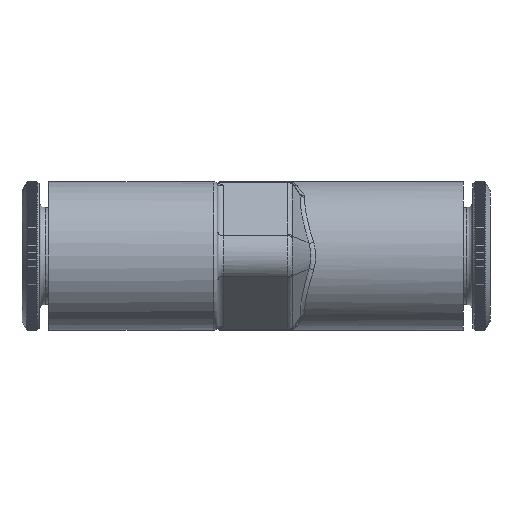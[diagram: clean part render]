
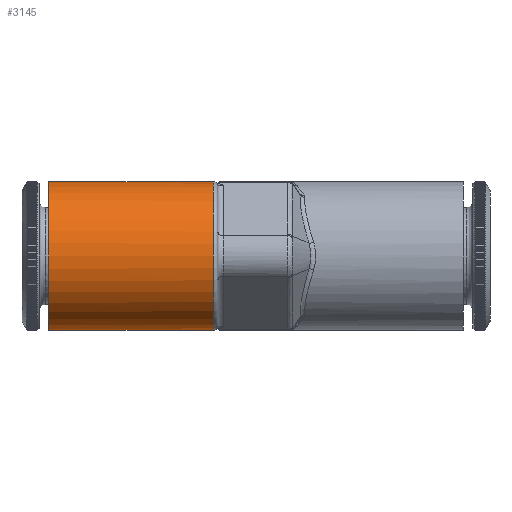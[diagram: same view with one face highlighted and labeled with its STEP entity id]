
A CAD part, left-side view. The second image highlights one B-rep face of the part: STEP entity #3145.
In plain terms, the highlighted cylindrical face has radius 7 mm (diameter 14 mm), a partial arc.
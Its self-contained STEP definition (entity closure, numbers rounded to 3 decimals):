
#49=CARTESIAN_POINT('',(-5.472,25.523,-6.77));
#50=VERTEX_POINT('',#49);
#51=CARTESIAN_POINT('',(-5.119,25.721,-6.668));
#52=VERTEX_POINT('',#51);
#53=CARTESIAN_POINT('',(-5.119,25.721,-6.668));
#54=CARTESIAN_POINT('',(-5.207,25.711,-6.696));
#55=CARTESIAN_POINT('',(-5.294,25.679,-6.722));
#56=CARTESIAN_POINT('',(-5.365,25.63,-6.741));
#57=CARTESIAN_POINT('',(-5.405,25.601,-6.753));
#58=CARTESIAN_POINT('',(-5.442,25.566,-6.763));
#59=CARTESIAN_POINT('',(-5.472,25.523,-6.77));
#60=B_SPLINE_CURVE_WITH_KNOTS('',3,(#53,#54,#55,#56,#57,#58,#59),.UNSPECIFIED.,.F.,.U.,(4,3,4),(0.266,0.293,0.308),.UNSPECIFIED.);
#61=EDGE_CURVE('',#50,#52,#60,.F.);
#601=CARTESIAN_POINT('',(-5.472,25.523,6.77));
#602=VERTEX_POINT('',#601);
#629=CARTESIAN_POINT('',(-5.119,25.721,6.668));
#630=VERTEX_POINT('',#629);
#637=CARTESIAN_POINT('',(-5.472,25.523,6.77));
#638=CARTESIAN_POINT('',(-5.401,25.623,6.752));
#639=CARTESIAN_POINT('',(-5.294,25.685,6.722));
#640=CARTESIAN_POINT('',(-5.177,25.711,6.686));
#641=CARTESIAN_POINT('',(-5.158,25.715,6.68));
#642=CARTESIAN_POINT('',(-5.138,25.719,6.674));
#643=CARTESIAN_POINT('',(-5.119,25.721,6.668));
#644=B_SPLINE_CURVE_WITH_KNOTS('',3,(#637,#638,#639,#640,#641,#642,#643),.UNSPECIFIED.,.F.,.U.,(4,3,4),(0.025,0.06,0.066),.UNSPECIFIED.);
#645=EDGE_CURVE('',#602,#630,#644,.T.);
#2136=CARTESIAN_POINT('',(-6.551,26.,-6.965));
#2137=VERTEX_POINT('',#2136);
#2156=CARTESIAN_POINT('',(-6.551,26.,6.965));
#2157=VERTEX_POINT('',#2156);
#2165=CARTESIAN_POINT('',(-7.25,26.,0.0));
#2166=DIRECTION('',(0.0,-1.0,0.0));
#2167=DIRECTION('',(-1.0,0.0,0.0));
#2168=AXIS2_PLACEMENT_3D('',#2165,#2166,#2167);
#2169=CIRCLE('',#2168,7.);
#2170=EDGE_CURVE('',#2157,#2137,#2169,.T.);
#2635=CARTESIAN_POINT('',(-5.548,25.62,-6.79));
#2636=VERTEX_POINT('',#2635);
#2637=CARTESIAN_POINT('',(-6.551,26.,-6.965));
#2638=CARTESIAN_POINT('',(-6.39,26.,-6.949));
#2639=CARTESIAN_POINT('',(-6.229,25.98,-6.927));
#2640=CARTESIAN_POINT('',(-6.076,25.936,-6.901));
#2641=CARTESIAN_POINT('',(-5.874,25.877,-6.867));
#2642=CARTESIAN_POINT('',(-5.685,25.772,-6.824));
#2643=CARTESIAN_POINT('',(-5.547,25.62,-6.79));
#2644=B_SPLINE_CURVE_WITH_KNOTS('',3,(#2637,#2638,#2639,#2640,#2641,#2642,#2643),.UNSPECIFIED.,.F.,.U.,(4,3,4),(-0.894,-0.848,-0.788),.UNSPECIFIED.);
#2645=EDGE_CURVE('',#2137,#2636,#2644,.T.);
#2647=CARTESIAN_POINT('',(-5.472,25.523,-6.77));
#2648=CARTESIAN_POINT('',(-5.495,25.557,-6.776));
#2649=CARTESIAN_POINT('',(-5.52,25.589,-6.783));
#2650=CARTESIAN_POINT('',(-5.547,25.62,-6.79));
#2651=B_SPLINE_CURVE_WITH_KNOTS('',3,(#2647,#2648,#2649,#2650),.UNSPECIFIED.,.F.,.U.,(4,4),(0.776,0.788),.UNSPECIFIED.);
#2652=EDGE_CURVE('',#50,#2636,#2651,.T.);
#3001=CARTESIAN_POINT('',(-5.548,25.62,6.79));
#3002=VERTEX_POINT('',#3001);
#3003=CARTESIAN_POINT('',(-5.472,25.523,6.77));
#3004=CARTESIAN_POINT('',(-5.495,25.557,6.776));
#3005=CARTESIAN_POINT('',(-5.52,25.589,6.783));
#3006=CARTESIAN_POINT('',(-5.547,25.62,6.79));
#3007=B_SPLINE_CURVE_WITH_KNOTS('',3,(#3003,#3004,#3005,#3006),.UNSPECIFIED.,.F.,.U.,(4,4),(0.775,0.787),.UNSPECIFIED.);
#3008=EDGE_CURVE('',#602,#3002,#3007,.T.);
#3010=CARTESIAN_POINT('',(-5.547,25.62,6.79));
#3011=CARTESIAN_POINT('',(-5.556,25.63,6.792));
#3012=CARTESIAN_POINT('',(-5.603,25.68,6.804));
#3013=CARTESIAN_POINT('',(-5.698,25.761,6.826));
#3014=CARTESIAN_POINT('',(-5.845,25.849,6.858));
#3015=CARTESIAN_POINT('',(-5.989,25.91,6.886));
#3016=CARTESIAN_POINT('',(-6.208,25.976,6.924));
#3017=CARTESIAN_POINT('',(-6.395,25.999,6.949));
#3018=CARTESIAN_POINT('',(-6.538,26.,6.964));
#3019=CARTESIAN_POINT('',(-6.551,26.,6.965));
#3020=B_SPLINE_CURVE_WITH_KNOTS('',3,(#3010,#3011,#3012,#3013,#3014,#3015,#3016,#3017,#3018,#3019),.UNSPECIFIED.,.F.,.U.,(4,1,1,1,1,1,1,4),(0.787,0.791,0.807,0.824,0.84,0.853,0.889,0.893),.UNSPECIFIED.);
#3021=EDGE_CURVE('',#3002,#2157,#3020,.T.);
#3090=CARTESIAN_POINT('',(-7.25,33.55,0.0));
#3091=DIRECTION('',(0.,1.0,0.0));
#3092=DIRECTION('',(-1.0,0.0,0.0));
#3093=AXIS2_PLACEMENT_3D('',#3090,#3091,#3092);
#3094=CYLINDRICAL_SURFACE('',#3093,7.);
#3095=ORIENTED_EDGE('',*,*,#3021,.F.);
#3096=ORIENTED_EDGE('',*,*,#3008,.F.);
#3097=ORIENTED_EDGE('',*,*,#645,.T.);
#3098=CARTESIAN_POINT('',(-2.175,26.393,4.821));
#3099=VERTEX_POINT('',#3098);
#3100=CARTESIAN_POINT('',(-7.25,28.148,0.0));
#3101=DIRECTION('',(0.,0.94,0.342));
#3102=DIRECTION('',(0.,-0.342,0.94));
#3103=AXIS2_PLACEMENT_3D('',#3100,#3101,#3102);
#3104=ELLIPSE('',#3103,7.449,7.);
#3105=EDGE_CURVE('',#630,#3099,#3104,.T.);
#3106=ORIENTED_EDGE('',*,*,#3105,.T.);
#3107=CARTESIAN_POINT('',(-2.175,41.5,4.821));
#3108=VERTEX_POINT('',#3107);
#3109=CARTESIAN_POINT('',(-2.175,41.5,4.821));
#3110=DIRECTION('',(0.0,-1.0,0.0));
#3111=VECTOR('',#3110,15.107);
#3112=LINE('',#3109,#3111);
#3113=EDGE_CURVE('',#3108,#3099,#3112,.T.);
#3114=ORIENTED_EDGE('',*,*,#3113,.F.);
#3115=CARTESIAN_POINT('',(-2.175,41.5,-4.821));
#3116=VERTEX_POINT('',#3115);
#3117=CARTESIAN_POINT('',(-7.25,41.5,0.0));
#3118=DIRECTION('',(0.0,1.0,0.0));
#3119=DIRECTION('',(-1.0,0.0,0.0));
#3120=AXIS2_PLACEMENT_3D('',#3117,#3118,#3119);
#3121=CIRCLE('',#3120,7.);
#3122=EDGE_CURVE('',#3116,#3108,#3121,.T.);
#3123=ORIENTED_EDGE('',*,*,#3122,.F.);
#3124=CARTESIAN_POINT('',(-2.175,26.393,-4.821));
#3125=VERTEX_POINT('',#3124);
#3126=CARTESIAN_POINT('',(-2.175,41.5,-4.821));
#3127=DIRECTION('',(0.0,-1.0,0.0));
#3128=VECTOR('',#3127,15.107);
#3129=LINE('',#3126,#3128);
#3130=EDGE_CURVE('',#3116,#3125,#3129,.T.);
#3131=ORIENTED_EDGE('',*,*,#3130,.T.);
#3132=CARTESIAN_POINT('',(-7.25,28.148,0.0));
#3133=DIRECTION('',(0.,0.94,-0.342));
#3134=DIRECTION('',(0.,0.342,0.94));
#3135=AXIS2_PLACEMENT_3D('',#3132,#3133,#3134);
#3136=ELLIPSE('',#3135,7.449,7.);
#3137=EDGE_CURVE('',#52,#3125,#3136,.F.);
#3138=ORIENTED_EDGE('',*,*,#3137,.F.);
#3139=ORIENTED_EDGE('',*,*,#61,.F.);
#3140=ORIENTED_EDGE('',*,*,#2652,.T.);
#3141=ORIENTED_EDGE('',*,*,#2645,.F.);
#3142=ORIENTED_EDGE('',*,*,#2170,.F.);
#3143=EDGE_LOOP('',(#3095,#3096,#3097,#3106,#3114,#3123,#3131,#3138,#3139,#3140,#3141,#3142));
#3144=FACE_OUTER_BOUND('',#3143,.T.);
#3145=ADVANCED_FACE('',(#3144),#3094,.T.);
